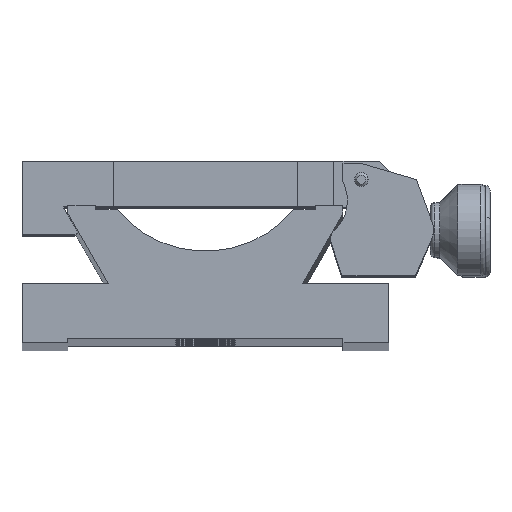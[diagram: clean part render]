
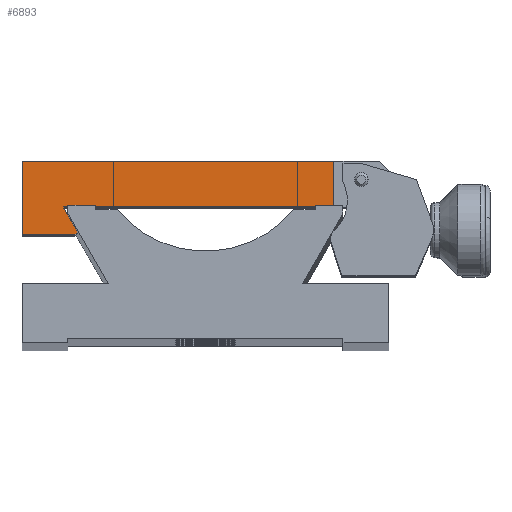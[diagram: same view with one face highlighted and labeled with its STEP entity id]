
A CAD part, top view. The second image highlights one B-rep face of the part: STEP entity #6893.
In plain terms, the highlighted planar face has unit normal (0, 0, 1).
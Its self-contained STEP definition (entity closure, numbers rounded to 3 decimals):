
#76 = DIRECTION ( 'NONE',  ( -0.5, 0.866, 0. ) ) ;
#200 = EDGE_CURVE ( 'NONE', #2637, #6129, #5807, .T. ) ;
#235 = LINE ( 'NONE', #2350, #6856 ) ;
#334 = LINE ( 'NONE', #7694, #3293 ) ;
#383 = CARTESIAN_POINT ( 'NONE',  ( 14., 13.5, 145.295 ) ) ;
#707 = ORIENTED_EDGE ( 'NONE', *, *, #4585, .T. ) ;
#743 = VERTEX_POINT ( 'NONE', #6610 ) ;
#790 = VECTOR ( 'NONE', #6795, 1000. ) ;
#1148 = PLANE ( 'NONE',  #4935 ) ;
#1360 = VECTOR ( 'NONE', #7399, 1000. ) ;
#1616 = VECTOR ( 'NONE', #76, 1000. ) ;
#1733 = ORIENTED_EDGE ( 'NONE', *, *, #3890, .T. ) ;
#1754 = EDGE_CURVE ( 'NONE', #7652, #2130, #7477, .T. ) ;
#2071 = CARTESIAN_POINT ( 'NONE',  ( -13.951, 5.817, 145.295 ) ) ;
#2130 = VERTEX_POINT ( 'NONE', #7655 ) ;
#2172 = CARTESIAN_POINT ( 'NONE',  ( -20., 13.5, 145.295 ) ) ;
#2350 = CARTESIAN_POINT ( 'NONE',  ( -20., 13.5, 145.295 ) ) ;
#2383 = CARTESIAN_POINT ( 'NONE',  ( -14.268, 5.5, 145.295 ) ) ;
#2583 = CARTESIAN_POINT ( 'NONE',  ( -5.634, 14.134, 145.295 ) ) ;
#2637 = VERTEX_POINT ( 'NONE', #2383 ) ;
#3293 = VECTOR ( 'NONE', #4261, 1000. ) ;
#3496 = CARTESIAN_POINT ( 'NONE',  ( 14., 13.5, 145.295 ) ) ;
#3890 = EDGE_CURVE ( 'NONE', #5298, #2637, #7521, .T. ) ;
#4061 = CARTESIAN_POINT ( 'NONE',  ( -20., 5.5, 145.295 ) ) ;
#4121 = LINE ( 'NONE', #5961, #1616 ) ;
#4261 = DIRECTION ( 'NONE',  ( 1., 0., 0. ) ) ;
#4331 = DIRECTION ( 'NONE',  ( 0., 0., 1. ) ) ;
#4353 = ORIENTED_EDGE ( 'NONE', *, *, #1754, .F. ) ;
#4360 = EDGE_CURVE ( 'NONE', #743, #2130, #334, .T. ) ;
#4394 = ORIENTED_EDGE ( 'NONE', *, *, #8325, .T. ) ;
#4585 = EDGE_CURVE ( 'NONE', #6129, #743, #4121, .T. ) ;
#4879 = DIRECTION ( 'NONE',  ( 0., -1., 0. ) ) ;
#4919 = ORIENTED_EDGE ( 'NONE', *, *, #4360, .T. ) ;
#4935 = AXIS2_PLACEMENT_3D ( 'NONE', #7727, #4331, #6945 ) ;
#4938 = VECTOR ( 'NONE', #4879, 1000. ) ;
#5165 = DIRECTION ( 'NONE',  ( 0.707, 0.707, 0. ) ) ;
#5298 = VERTEX_POINT ( 'NONE', #8285 ) ;
#5309 = EDGE_LOOP ( 'NONE', ( #4353, #4394, #6799, #1733, #8390, #707, #4919 ) ) ;
#5371 = CARTESIAN_POINT ( 'NONE',  ( -20., 13.5, 145.295 ) ) ;
#5807 = LINE ( 'NONE', #2583, #5919 ) ;
#5919 = VECTOR ( 'NONE', #5165, 1000. ) ;
#5961 = CARTESIAN_POINT ( 'NONE',  ( -13.768, 5.5, 145.295 ) ) ;
#6129 = VERTEX_POINT ( 'NONE', #2071 ) ;
#6610 = CARTESIAN_POINT ( 'NONE',  ( -15.5, 8.5, 145.295 ) ) ;
#6795 = DIRECTION ( 'NONE',  ( 0., -1., 0. ) ) ;
#6799 = ORIENTED_EDGE ( 'NONE', *, *, #8434, .T. ) ;
#6856 = VECTOR ( 'NONE', #8101, 1000. ) ;
#6893 = ADVANCED_FACE ( 'NONE', ( #8275 ), #1148, .T. ) ;
#6945 = DIRECTION ( 'NONE',  ( 1., 0., 0. ) ) ;
#7399 = DIRECTION ( 'NONE',  ( 1., 0., 0. ) ) ;
#7477 = LINE ( 'NONE', #3496, #790 ) ;
#7521 = LINE ( 'NONE', #4061, #1360 ) ;
#7652 = VERTEX_POINT ( 'NONE', #383 ) ;
#7655 = CARTESIAN_POINT ( 'NONE',  ( 14., 8.5, 145.295 ) ) ;
#7694 = CARTESIAN_POINT ( 'NONE',  ( -15.5, 8.5, 145.295 ) ) ;
#7727 = CARTESIAN_POINT ( 'NONE',  ( 0., 8.5, 145.295 ) ) ;
#7853 = VERTEX_POINT ( 'NONE', #5371 ) ;
#8058 = LINE ( 'NONE', #2172, #4938 ) ;
#8101 = DIRECTION ( 'NONE',  ( -1., 0., 0. ) ) ;
#8275 = FACE_OUTER_BOUND ( 'NONE', #5309, .T. ) ;
#8285 = CARTESIAN_POINT ( 'NONE',  ( -20., 5.5, 145.295 ) ) ;
#8325 = EDGE_CURVE ( 'NONE', #7652, #7853, #235, .T. ) ;
#8390 = ORIENTED_EDGE ( 'NONE', *, *, #200, .T. ) ;
#8434 = EDGE_CURVE ( 'NONE', #7853, #5298, #8058, .T. ) ;
